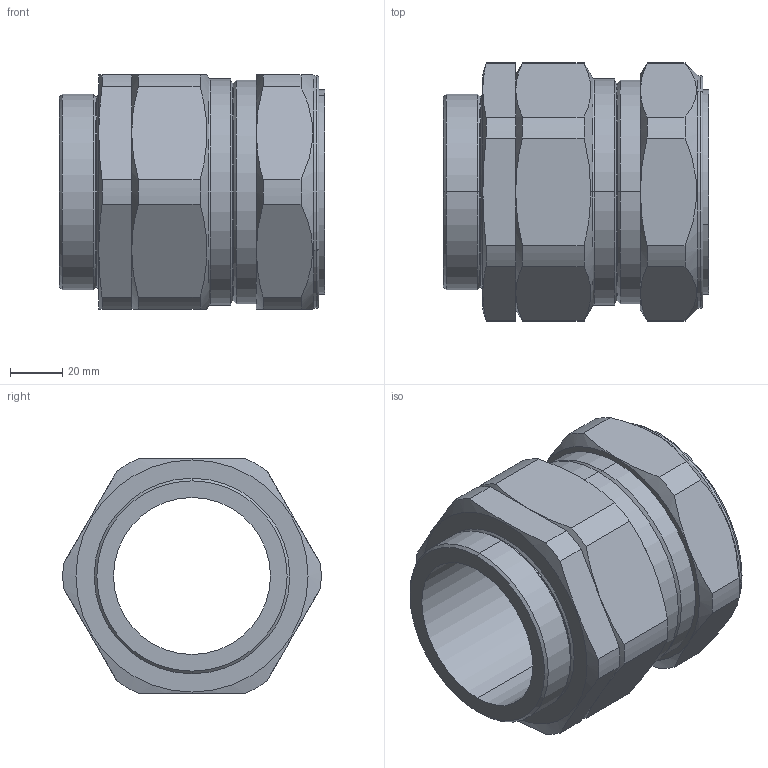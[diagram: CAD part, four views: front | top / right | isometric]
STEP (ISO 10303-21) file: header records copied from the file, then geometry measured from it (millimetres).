
FILE_DESCRIPTION (( 'STEP AP203' ), '1' );
FILE_NAME ('75SPX2K%1RA.STEP', '2021-05-11T13:28:59', ( '' ), ( '' ), 'SwSTEP 2.0', 'SolidWorks 2017', '' );
FILE_SCHEMA (( 'CONFIG_CONTROL_DESIGN' ));
Length unit declared in the file: millimetre
Products named in the file (1): 75SPX2K%1RA
Bounding box: 101.7 x 98.95 x 90 mm (x, y, z)
Volume: 285722.2 mm3; surface area: 61457 mm2
Topology: 1 solids, 1 shells, 112 faces, 256 edges, 154 vertices
Faces by surface type: cylinder 38, cone 34, plane 34, torus 6
Entity records: 3523 total; most frequent: CARTESIAN_POINT 923, DIRECTION 552, ORIENTED_EDGE 512, EDGE_CURVE 256, AXIS2_PLACEMENT_3D 231, VERTEX_POINT 154, EDGE_LOOP 122, CIRCLE 118
